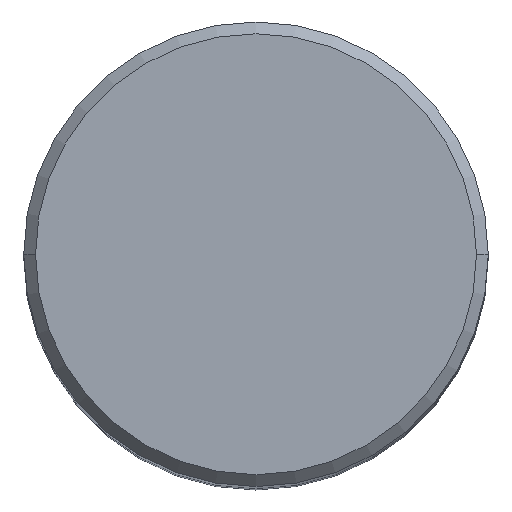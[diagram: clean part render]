
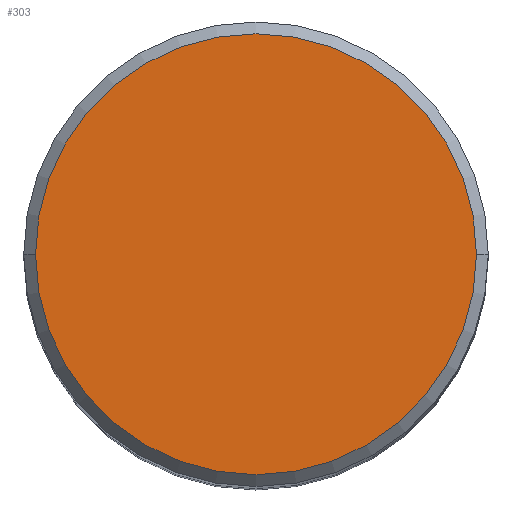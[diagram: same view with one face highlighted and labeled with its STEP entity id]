
A CAD part, top view. The second image highlights one B-rep face of the part: STEP entity #303.
In plain terms, the highlighted planar face has unit normal (0, 0, 1).
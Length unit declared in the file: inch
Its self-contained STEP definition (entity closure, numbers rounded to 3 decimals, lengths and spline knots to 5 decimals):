
#14 = AXIS2_PLACEMENT_3D ( 'NONE', #142, #330, #135 ) ;
#40 = CIRCLE ( 'NONE', #360, 0.3737 ) ;
#44 = PLANE ( 'NONE',  #14 ) ;
#72 = CARTESIAN_POINT ( 'NONE',  ( 0.3737, 0., 0. ) ) ;
#79 = ORIENTED_EDGE ( 'NONE', *, *, #136, .T. ) ;
#87 = ORIENTED_EDGE ( 'NONE', *, *, #346, .T. ) ;
#93 = CIRCLE ( 'NONE', #124, 0.3737 ) ;
#124 = AXIS2_PLACEMENT_3D ( 'NONE', #220, #273, #221 ) ;
#135 = DIRECTION ( 'NONE',  ( -1., 0., 0. ) ) ;
#136 = EDGE_CURVE ( 'NONE', #270, #170, #40, .T. ) ;
#142 = CARTESIAN_POINT ( 'NONE',  ( 0., 0.3737, 0. ) ) ;
#170 = VERTEX_POINT ( 'NONE', #325 ) ;
#185 = CARTESIAN_POINT ( 'NONE',  ( 0., 0., 0. ) ) ;
#216 = DIRECTION ( 'NONE',  ( 1., 0., 0. ) ) ;
#220 = CARTESIAN_POINT ( 'NONE',  ( 0., 0., 0. ) ) ;
#221 = DIRECTION ( 'NONE',  ( 1., 0., 0. ) ) ;
#238 = DIRECTION ( 'NONE',  ( 0., 0., 1. ) ) ;
#258 = EDGE_LOOP ( 'NONE', ( #87, #79 ) ) ;
#270 = VERTEX_POINT ( 'NONE', #72 ) ;
#273 = DIRECTION ( 'NONE',  ( 0., 0., 1. ) ) ;
#303 = ADVANCED_FACE ( 'NONE', ( #331 ), #44, .F. ) ;
#325 = CARTESIAN_POINT ( 'NONE',  ( -0.3737, 0., 0. ) ) ;
#330 = DIRECTION ( 'NONE',  ( 0., 0., -1. ) ) ;
#331 = FACE_OUTER_BOUND ( 'NONE', #258, .T. ) ;
#346 = EDGE_CURVE ( 'NONE', #170, #270, #93, .T. ) ;
#360 = AXIS2_PLACEMENT_3D ( 'NONE', #185, #238, #216 ) ;
